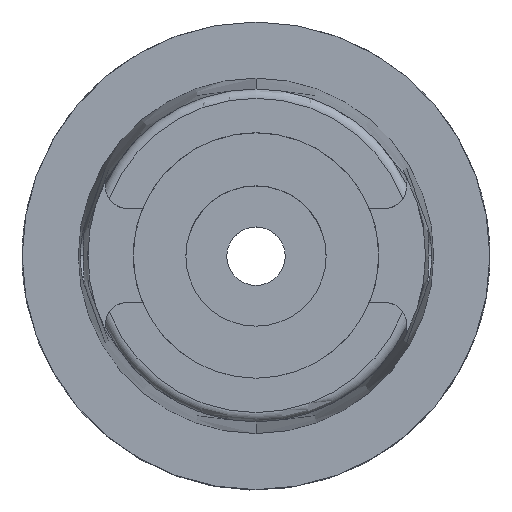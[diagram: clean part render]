
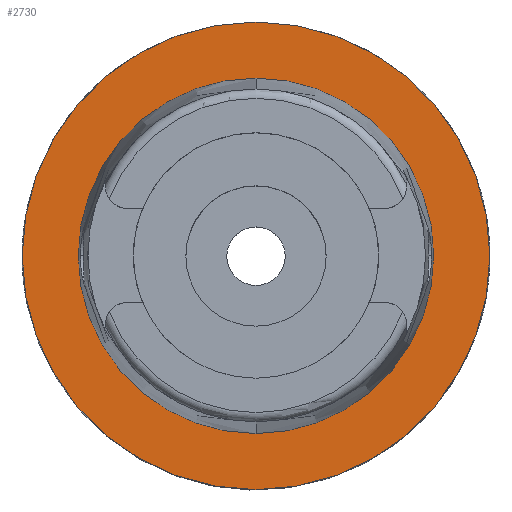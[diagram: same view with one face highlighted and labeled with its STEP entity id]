
A CAD part, top view. The second image highlights one B-rep face of the part: STEP entity #2730.
In plain terms, the highlighted planar face has unit normal (0, 0, 1).
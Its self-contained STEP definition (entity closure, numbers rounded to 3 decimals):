
#224 = DIRECTION ( 'NONE',  ( 0., 1., 0. ) ) ;
#495 = VERTEX_POINT ( 'NONE', #1518 ) ;
#884 = DIRECTION ( 'NONE',  ( 0., 0., 1. ) ) ;
#928 = ORIENTED_EDGE ( 'NONE', *, *, #1730, .F. ) ;
#942 = AXIS2_PLACEMENT_3D ( 'NONE', #4546, #884, #3816 ) ;
#1049 = DIRECTION ( 'NONE',  ( 0., 0., 1. ) ) ;
#1174 = EDGE_LOOP ( 'NONE', ( #2499, #928 ) ) ;
#1216 = FACE_BOUND ( 'NONE', #1174, .T. ) ;
#1230 = EDGE_CURVE ( 'NONE', #495, #2617, #3902, .T. ) ;
#1314 = CIRCLE ( 'NONE', #4382, 20. ) ;
#1518 = CARTESIAN_POINT ( 'NONE',  ( 0., -20., 0. ) ) ;
#1543 = AXIS2_PLACEMENT_3D ( 'NONE', #3657, #1606, #3267 ) ;
#1569 = ORIENTED_EDGE ( 'NONE', *, *, #1230, .F. ) ;
#1577 = VERTEX_POINT ( 'NONE', #1805 ) ;
#1606 = DIRECTION ( 'NONE',  ( 0., 0., -1. ) ) ;
#1684 = DIRECTION ( 'NONE',  ( 0., 0., 1. ) ) ;
#1730 = EDGE_CURVE ( 'NONE', #5264, #1577, #5219, .T. ) ;
#1746 = AXIS2_PLACEMENT_3D ( 'NONE', #5231, #1049, #224 ) ;
#1805 = CARTESIAN_POINT ( 'NONE',  ( 0., 15.2, 0. ) ) ;
#2007 = CARTESIAN_POINT ( 'NONE',  ( 0., 20., 0. ) ) ;
#2113 = CARTESIAN_POINT ( 'NONE',  ( 0., 0., 0. ) ) ;
#2150 = CARTESIAN_POINT ( 'NONE',  ( 0., -15.2, 0. ) ) ;
#2168 = CIRCLE ( 'NONE', #1746, 15.2 ) ;
#2499 = ORIENTED_EDGE ( 'NONE', *, *, #3547, .F. ) ;
#2617 = VERTEX_POINT ( 'NONE', #2007 ) ;
#2730 = ADVANCED_FACE ( 'NONE', ( #5079, #1216 ), #5048, .T. ) ;
#2829 = AXIS2_PLACEMENT_3D ( 'NONE', #2113, #1684, #3789 ) ;
#2848 = CARTESIAN_POINT ( 'NONE',  ( 0., 0., 0. ) ) ;
#3267 = DIRECTION ( 'NONE',  ( 0., -1., 0. ) ) ;
#3547 = EDGE_CURVE ( 'NONE', #1577, #5264, #2168, .T. ) ;
#3657 = CARTESIAN_POINT ( 'NONE',  ( 0., 0., 0. ) ) ;
#3789 = DIRECTION ( 'NONE',  ( 0., -1., 0. ) ) ;
#3816 = DIRECTION ( 'NONE',  ( 1., 0., 0. ) ) ;
#3902 = CIRCLE ( 'NONE', #1543, 20. ) ;
#4055 = EDGE_LOOP ( 'NONE', ( #4838, #1569 ) ) ;
#4382 = AXIS2_PLACEMENT_3D ( 'NONE', #2848, #4890, #5326 ) ;
#4546 = CARTESIAN_POINT ( 'NONE',  ( 0., 0., 0. ) ) ;
#4838 = ORIENTED_EDGE ( 'NONE', *, *, #5033, .F. ) ;
#4890 = DIRECTION ( 'NONE',  ( 0., 0., -1. ) ) ;
#5033 = EDGE_CURVE ( 'NONE', #2617, #495, #1314, .T. ) ;
#5048 = PLANE ( 'NONE',  #942 ) ;
#5079 = FACE_OUTER_BOUND ( 'NONE', #4055, .T. ) ;
#5219 = CIRCLE ( 'NONE', #2829, 15.2 ) ;
#5231 = CARTESIAN_POINT ( 'NONE',  ( 0., 0., 0. ) ) ;
#5264 = VERTEX_POINT ( 'NONE', #2150 ) ;
#5326 = DIRECTION ( 'NONE',  ( 0., 1., 0. ) ) ;
